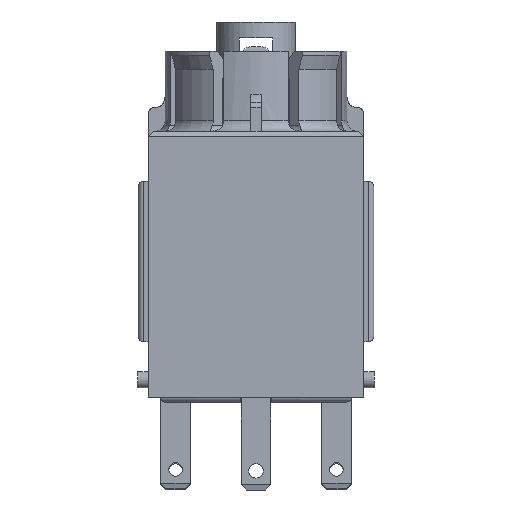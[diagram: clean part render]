
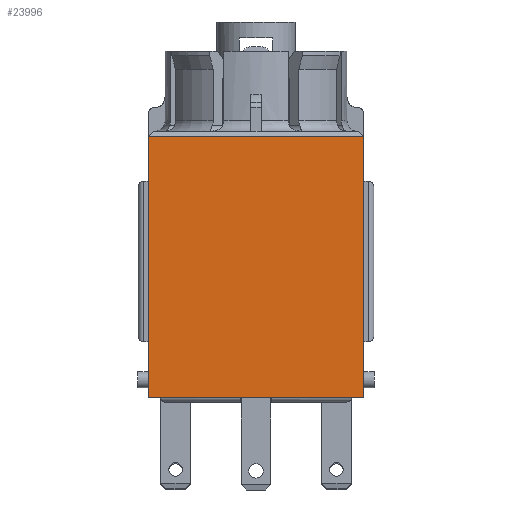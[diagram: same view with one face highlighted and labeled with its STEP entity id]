
A CAD part, front view. The second image highlights one B-rep face of the part: STEP entity #23996.
In plain terms, the highlighted planar face has unit normal (0, -1, 0).
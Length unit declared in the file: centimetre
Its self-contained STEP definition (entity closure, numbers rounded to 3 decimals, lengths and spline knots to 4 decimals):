
#774=FACE_OUTER_BOUND('',#2089,.T.);
#2089=EDGE_LOOP('',(#17425,#17426,#17427,#17428,#17429,#17430));
#3695=LINE('',#33969,#6884);
#3878=LINE('',#35426,#7067);
#3879=LINE('',#35428,#7068);
#3885=LINE('',#35451,#7074);
#3886=LINE('',#35452,#7075);
#3907=LINE('',#35561,#7096);
#6884=VECTOR('',#27558,2.02);
#7067=VECTOR('',#28127,0.169);
#7068=VECTOR('',#28128,2.281);
#7074=VECTOR('',#28152,2.281);
#7075=VECTOR('',#28153,0.169);
#7096=VECTOR('',#28232,2.02);
#10006=VERTEX_POINT('',#33966);
#10007=VERTEX_POINT('',#33968);
#10231=VERTEX_POINT('',#35416);
#10235=VERTEX_POINT('',#35427);
#10239=VERTEX_POINT('',#35440);
#10243=VERTEX_POINT('',#35449);
#12542=EDGE_CURVE('',#10007,#10006,#3695,.T.);
#12905=EDGE_CURVE('',#10231,#10007,#3878,.T.);
#12906=EDGE_CURVE('',#10235,#10231,#3879,.T.);
#12916=EDGE_CURVE('',#10239,#10243,#3885,.T.);
#12917=EDGE_CURVE('',#10006,#10239,#3886,.T.);
#12949=EDGE_CURVE('',#10235,#10243,#3907,.T.);
#17425=ORIENTED_EDGE('',*,*,#12542,.T.);
#17426=ORIENTED_EDGE('',*,*,#12917,.T.);
#17427=ORIENTED_EDGE('',*,*,#12916,.T.);
#17428=ORIENTED_EDGE('',*,*,#12949,.F.);
#17429=ORIENTED_EDGE('',*,*,#12906,.T.);
#17430=ORIENTED_EDGE('',*,*,#12905,.T.);
#22749=PLANE('',#25456);
#23996=ADVANCED_FACE('',(#774),#22749,.T.);
#25456=AXIS2_PLACEMENT_3D('',#35562,#28233,#28234);
#27558=DIRECTION('',(1.,0.,0.));
#28127=DIRECTION('',(0.,0.,-1.));
#28128=DIRECTION('',(0.,0.,-1.));
#28152=DIRECTION('',(0.,0.,1.));
#28153=DIRECTION('',(0.,0.,1.));
#28232=DIRECTION('',(1.,0.,0.));
#28233=DIRECTION('center_axis',(0.,-1.,0.));
#28234=DIRECTION('ref_axis',(0.,0.,-1.));
#33966=CARTESIAN_POINT('',(-0.1,0.,-2.24));
#33968=CARTESIAN_POINT('',(-2.12,0.,-2.24));
#33969=CARTESIAN_POINT('',(-2.12,0.,-2.24));
#35416=CARTESIAN_POINT('',(-2.12,0.,-2.071));
#35426=CARTESIAN_POINT('',(-2.12,0.,0.11));
#35427=CARTESIAN_POINT('',(-2.12,0.,0.21));
#35428=CARTESIAN_POINT('',(-2.12,0.,0.11));
#35440=CARTESIAN_POINT('',(-0.1,0.,-2.071));
#35449=CARTESIAN_POINT('',(-0.1,0.,0.21));
#35451=CARTESIAN_POINT('',(-0.1,0.,0.11));
#35452=CARTESIAN_POINT('',(-0.1,0.,0.11));
#35561=CARTESIAN_POINT('',(-1.615,0.,0.21));
#35562=CARTESIAN_POINT('Origin',(-2.12,0.,
0.11));
